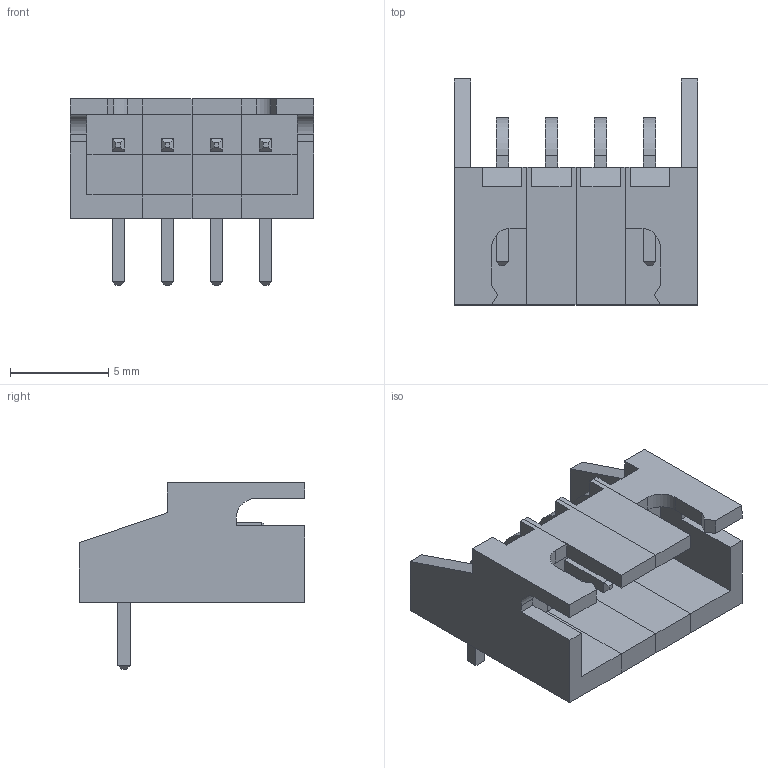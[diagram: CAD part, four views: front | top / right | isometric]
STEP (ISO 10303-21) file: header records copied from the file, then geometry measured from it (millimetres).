
FILE_DESCRIPTION (( 'STEP AP214' ), '1' );
FILE_NAME ('User Library-S4B-XH.STEP', '2023-05-29T15:08:09', ( '' ), ( '' ), 'SwSTEP 2.0', 'SolidWorks 2022', '' );
FILE_SCHEMA (( 'AUTOMOTIVE_DESIGN' ));
Length unit declared in the file: millimetre
Products named in the file (4): Imported_2; User Library-S4B-XH; Imported; Imported_3
Assembly tree (4 placements, depth 2):
  User Library-S4B-XH
    Imported
    Imported_2
    Imported_3  x2
Bounding box: 12.4 x 11.5 x 9.5 mm (x, y, z)
Volume: 316.5 mm3; surface area: 863.5 mm2
Topology: 4 solids, 4 shells, 184 faces, 472 edges, 304 vertices
Faces by surface type: plane 172, cylinder 12
Entity records: 6030 total; most frequent: CARTESIAN_POINT 763, ORIENTED_EDGE 744, DIRECTION 694, EDGE_CURVE 372, LINE 352, VECTOR 352, VERTEX_POINT 240, AXIS2_PLACEMENT_3D 171
